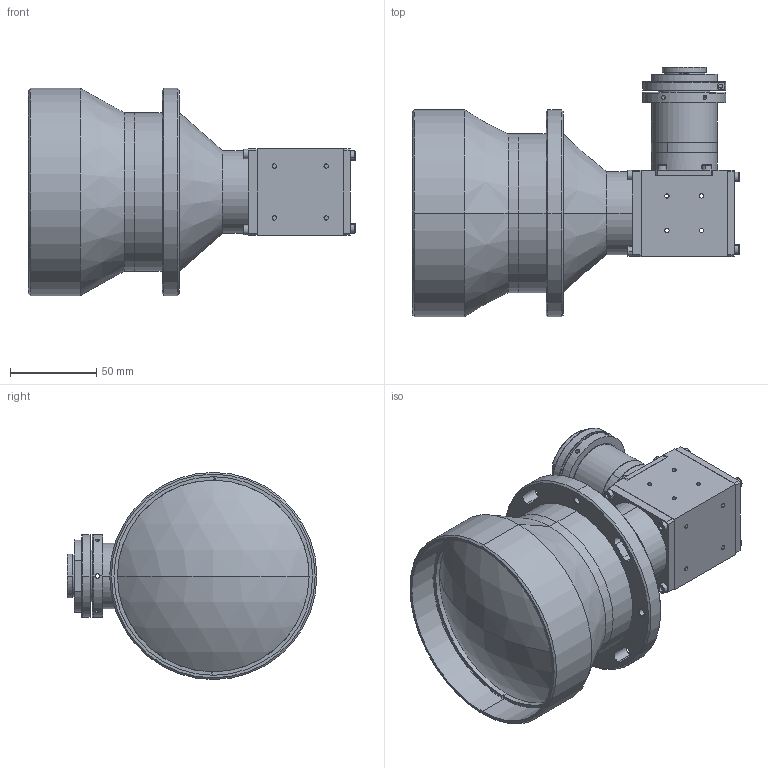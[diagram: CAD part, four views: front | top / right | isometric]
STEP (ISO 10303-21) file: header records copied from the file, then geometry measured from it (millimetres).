
FILE_DESCRIPTION (( 'STEP AP203' ), '1' );
FILE_NAME ('XF-10MDT0158X150C-L90.STEP', '2021-09-14T01:45:28', ( '' ), ( '' ), 'SwSTEP 2.0', 'SolidWorks 2018', '' );
FILE_SCHEMA (( 'CONFIG_CONTROL_DESIGN' ));
Length unit declared in the file: millimetre
Products named in the file (1): XF-10MDT0158X150C-L90
Bounding box: 189.36 x 144.61 x 120 mm (x, y, z)
Surface area: 106688.2 mm2 (no closed solid volume)
Topology: 0 solids, 37 shells, 378 faces, 1145 edges, 766 vertices
Faces by surface type: plane 162, cylinder 136, cone 42, torus 34, sphere 4
Entity records: 13348 total; most frequent: CARTESIAN_POINT 2902, DIRECTION 2327, ORIENTED_EDGE 1842, EDGE_CURVE 1123, AXIS2_PLACEMENT_3D 871, VERTEX_POINT 766, VECTOR 585, LINE 585
